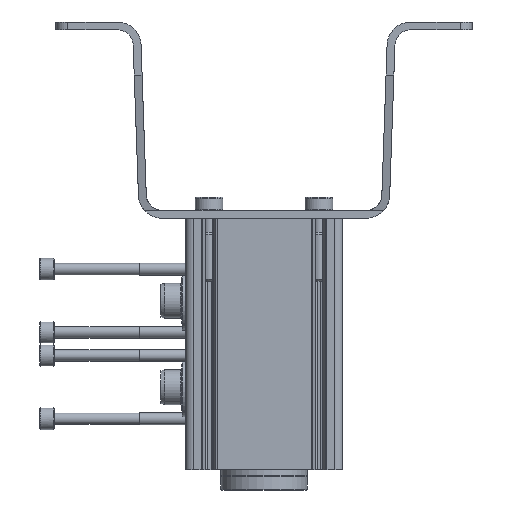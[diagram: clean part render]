
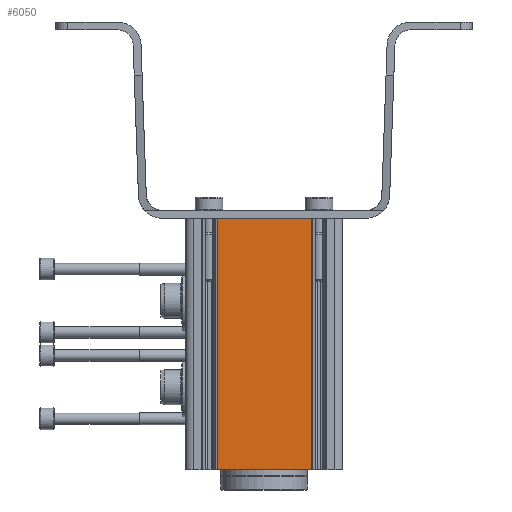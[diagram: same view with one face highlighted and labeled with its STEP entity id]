
A CAD part, left-side view. The second image highlights one B-rep face of the part: STEP entity #6050.
In plain terms, the highlighted planar face has unit normal (-1, 0, 0).
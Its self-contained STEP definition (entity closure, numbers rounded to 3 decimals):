
#276=LINE('',#9464,#800);
#277=LINE('',#9466,#801);
#278=LINE('',#9468,#802);
#279=LINE('',#9470,#803);
#800=VECTOR('',#7530,1000.);
#801=VECTOR('',#7533,1000.);
#802=VECTOR('',#7534,1000.);
#803=VECTOR('',#7535,1000.);
#1228=PLANE('',#6566);
#1957=ORIENTED_EDGE('',*,*,#3604,.F.);
#1958=ORIENTED_EDGE('',*,*,#3603,.F.);
#1959=ORIENTED_EDGE('',*,*,#3605,.T.);
#1960=ORIENTED_EDGE('',*,*,#3606,.T.);
#3603=EDGE_CURVE('',#4394,#4393,#276,.T.);
#3604=EDGE_CURVE('',#4393,#4395,#277,.T.);
#3605=EDGE_CURVE('',#4394,#4396,#278,.T.);
#3606=EDGE_CURVE('',#4396,#4395,#279,.T.);
#4393=VERTEX_POINT('',#9461);
#4394=VERTEX_POINT('',#9463);
#4395=VERTEX_POINT('',#9467);
#4396=VERTEX_POINT('',#9469);
#4948=EDGE_LOOP('',(#1957,#1958,#1959,#1960));
#5436=FACE_BOUND('',#4948,.T.);
#6050=ADVANCED_FACE('',(#5436),#1228,.T.);
#6566=AXIS2_PLACEMENT_3D('',#9465,#7531,#7532);
#7530=DIRECTION('',(0.,0.,1.));
#7531=DIRECTION('',(-1.,0.,0.));
#7532=DIRECTION('',(0.,0.,1.));
#7533=DIRECTION('',(0.,-1.,0.));
#7534=DIRECTION('',(0.,-1.,0.));
#7535=DIRECTION('',(0.,0.,1.));
#9461=CARTESIAN_POINT('',(-11.5,11.979,0.));
#9463=CARTESIAN_POINT('',(-11.5,11.979,-64.));
#9464=CARTESIAN_POINT('',(-11.5,11.979,-64.));
#9465=CARTESIAN_POINT('',(-11.5,11.979,-64.));
#9466=CARTESIAN_POINT('',(-11.5,11.979,0.));
#9467=CARTESIAN_POINT('',(-11.5,-11.979,0.));
#9468=CARTESIAN_POINT('',(-11.5,11.979,-64.));
#9469=CARTESIAN_POINT('',(-11.5,-11.979,-64.));
#9470=CARTESIAN_POINT('',(-11.5,-11.979,-64.));
